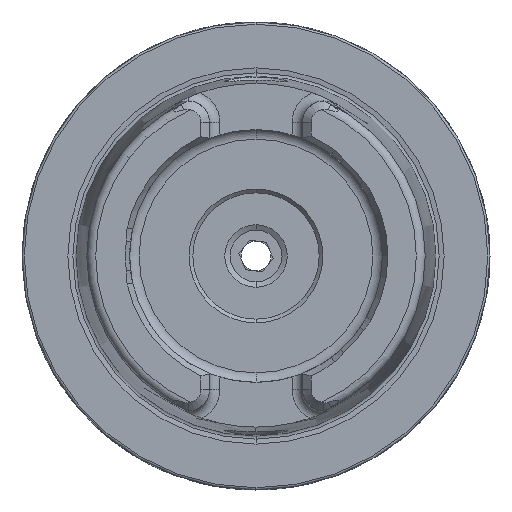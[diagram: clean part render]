
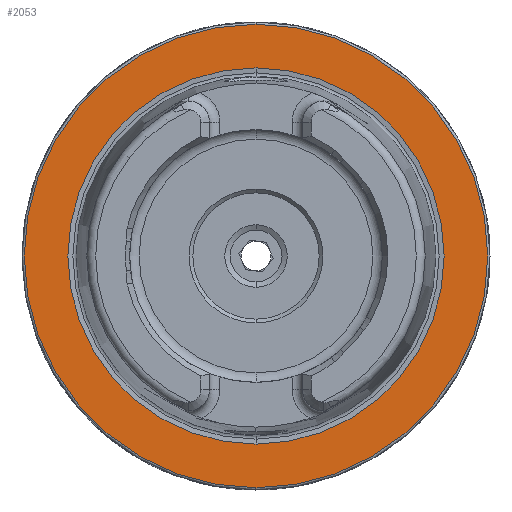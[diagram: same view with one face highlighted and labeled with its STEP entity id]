
A CAD part, left-side view. The second image highlights one B-rep face of the part: STEP entity #2053.
In plain terms, the highlighted planar face has unit normal (-1, 0, 0).
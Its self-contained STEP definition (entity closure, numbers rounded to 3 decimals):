
#162 = CARTESIAN_POINT ( 'NONE',  ( 0., 0., 0. ) ) ;
#163 = DIRECTION ( 'NONE',  ( -1., 0., 0. ) ) ;
#164 = DIRECTION ( 'NONE',  ( 0., 0., 1. ) ) ;
#165 = CARTESIAN_POINT ( 'NONE',  ( 0., 0., 0. ) ) ;
#166 = ORIENTED_EDGE ( 'NONE', *, *, #2827, .T. ) ;
#262 = ORIENTED_EDGE ( 'NONE', *, *, #1619, .T. ) ;
#270 = EDGE_LOOP ( 'NONE', ( #166, #262 ) ) ;
#285 = EDGE_LOOP ( 'NONE', ( #1690, #1683 ) ) ;
#708 = AXIS2_PLACEMENT_3D ( 'NONE', #7046, #7047, #7048 ) ;
#711 = AXIS2_PLACEMENT_3D ( 'NONE', #7035, #7036, #7037 ) ;
#887 = AXIS2_PLACEMENT_3D ( 'NONE', #4948, #4956, #4957 ) ;
#1435 = AXIS2_PLACEMENT_3D ( 'NONE', #165, #8625, #8046 ) ;
#1436 = AXIS2_PLACEMENT_3D ( 'NONE', #162, #163, #164 ) ;
#1618 = EDGE_CURVE ( 'NONE', #8752, #8745, #7847, .T. ) ;
#1619 = EDGE_CURVE ( 'NONE', #8736, #8737, #7849, .T. ) ;
#1683 = ORIENTED_EDGE ( 'NONE', *, *, #2831, .F. ) ;
#1690 = ORIENTED_EDGE ( 'NONE', *, *, #1618, .F. ) ;
#2053 = ADVANCED_FACE ( 'NONE', ( #6301, #6294 ), #4954, .F. ) ;
#2827 = EDGE_CURVE ( 'NONE', #8737, #8736, #9881, .T. ) ;
#2831 = EDGE_CURVE ( 'NONE', #8745, #8752, #9884, .T. ) ;
#3415 = CARTESIAN_POINT ( 'NONE',  ( 0., 0., -31.2 ) ) ;
#3416 = CARTESIAN_POINT ( 'NONE',  ( 0., 0., 31.2 ) ) ;
#3424 = CARTESIAN_POINT ( 'NONE',  ( 0., 0., -25.324 ) ) ;
#3431 = CARTESIAN_POINT ( 'NONE',  ( 0., 0., 25.324 ) ) ;
#4948 = CARTESIAN_POINT ( 'NONE',  ( 0., 31.2, 0. ) ) ;
#4954 = PLANE ( 'NONE',  #887 ) ;
#4956 = DIRECTION ( 'NONE',  ( 1., 0., 0. ) ) ;
#4957 = DIRECTION ( 'NONE',  ( 0., 0., -1. ) ) ;
#6294 = FACE_OUTER_BOUND ( 'NONE', #270, .T. ) ;
#6301 = FACE_BOUND ( 'NONE', #285, .T. ) ;
#7035 = CARTESIAN_POINT ( 'NONE',  ( 0., 0., 0. ) ) ;
#7036 = DIRECTION ( 'NONE',  ( -1., 0., 0. ) ) ;
#7037 = DIRECTION ( 'NONE',  ( 0., 0., 1. ) ) ;
#7046 = CARTESIAN_POINT ( 'NONE',  ( 0., 0., 0. ) ) ;
#7047 = DIRECTION ( 'NONE',  ( -1., 0., 0. ) ) ;
#7048 = DIRECTION ( 'NONE',  ( 0., 0., 1. ) ) ;
#7847 = CIRCLE ( 'NONE', #1436, 25.324 ) ;
#7849 = CIRCLE ( 'NONE', #1435, 31.2 ) ;
#8046 = DIRECTION ( 'NONE',  ( 0., 0., 1. ) ) ;
#8625 = DIRECTION ( 'NONE',  ( -1., 0., 0. ) ) ;
#8736 = VERTEX_POINT ( 'NONE', #3415 ) ;
#8737 = VERTEX_POINT ( 'NONE', #3416 ) ;
#8745 = VERTEX_POINT ( 'NONE', #3424 ) ;
#8752 = VERTEX_POINT ( 'NONE', #3431 ) ;
#9881 = CIRCLE ( 'NONE', #711, 31.2 ) ;
#9884 = CIRCLE ( 'NONE', #708, 25.324 ) ;
